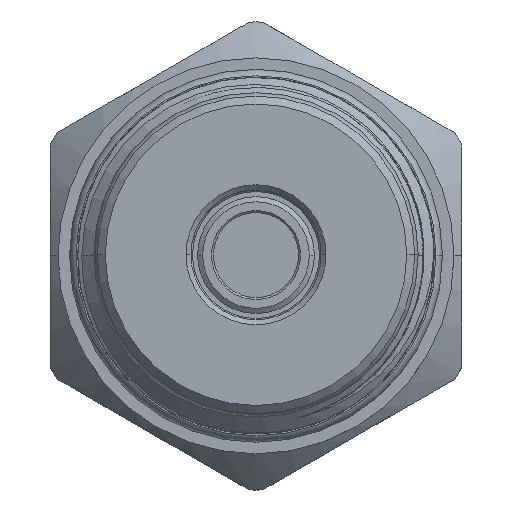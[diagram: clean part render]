
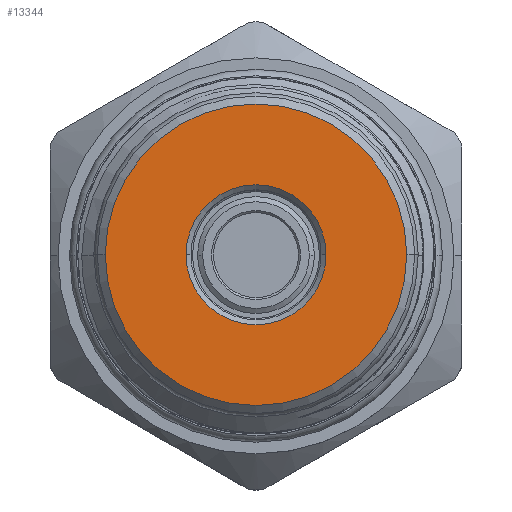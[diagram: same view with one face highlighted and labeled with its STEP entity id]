
A CAD part, top view. The second image highlights one B-rep face of the part: STEP entity #13344.
In plain terms, the highlighted planar face has unit normal (0, 0, 1).
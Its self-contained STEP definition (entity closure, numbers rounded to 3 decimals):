
#155 = CARTESIAN_POINT ( 'NONE',  ( -15.075, 0., 0. ) ) ;
#180 = EDGE_LOOP ( 'NONE', ( #11306, #4373 ) ) ;
#508 = CIRCLE ( 'NONE', #12806, 15.075 ) ;
#895 = CARTESIAN_POINT ( 'NONE',  ( 0., 0., 0. ) ) ;
#938 = DIRECTION ( 'NONE',  ( -1., 0., 0. ) ) ;
#1021 = DIRECTION ( 'NONE',  ( 0., 0., 1. ) ) ;
#1127 = DIRECTION ( 'NONE',  ( 0., 0., -1. ) ) ;
#2151 = ORIENTED_EDGE ( 'NONE', *, *, #10946, .T. ) ;
#2208 = EDGE_CURVE ( 'NONE', #8888, #3700, #10617, .T. ) ;
#3012 = DIRECTION ( 'NONE',  ( 0., 0., -1. ) ) ;
#3021 = AXIS2_PLACEMENT_3D ( 'NONE', #10052, #12023, #3320 ) ;
#3207 = DIRECTION ( 'NONE',  ( -1., 0., 0. ) ) ;
#3320 = DIRECTION ( 'NONE',  ( -1., 0., 0. ) ) ;
#3700 = VERTEX_POINT ( 'NONE', #6521 ) ;
#3812 = CIRCLE ( 'NONE', #7027, 7. ) ;
#4102 = CIRCLE ( 'NONE', #3021, 15.075 ) ;
#4373 = ORIENTED_EDGE ( 'NONE', *, *, #7536, .T. ) ;
#4809 = EDGE_CURVE ( 'NONE', #12898, #8490, #4102, .T. ) ;
#5895 = CARTESIAN_POINT ( 'NONE',  ( 0., 0., 0. ) ) ;
#6043 = ORIENTED_EDGE ( 'NONE', *, *, #2208, .T. ) ;
#6372 = AXIS2_PLACEMENT_3D ( 'NONE', #5895, #8099, #9212 ) ;
#6521 = CARTESIAN_POINT ( 'NONE',  ( -7., 0., 0. ) ) ;
#6587 = FACE_BOUND ( 'NONE', #6818, .T. ) ;
#6818 = EDGE_LOOP ( 'NONE', ( #6043, #2151 ) ) ;
#7027 = AXIS2_PLACEMENT_3D ( 'NONE', #895, #3012, #938 ) ;
#7536 = EDGE_CURVE ( 'NONE', #8490, #12898, #508, .T. ) ;
#7942 = CARTESIAN_POINT ( 'NONE',  ( 15.075, 0., 0. ) ) ;
#8099 = DIRECTION ( 'NONE',  ( 0., 0., -1. ) ) ;
#8490 = VERTEX_POINT ( 'NONE', #7942 ) ;
#8613 = DIRECTION ( 'NONE',  ( -1., 0., 0. ) ) ;
#8888 = VERTEX_POINT ( 'NONE', #10093 ) ;
#9212 = DIRECTION ( 'NONE',  ( -1., 0., 0. ) ) ;
#9973 = AXIS2_PLACEMENT_3D ( 'NONE', #10972, #1127, #3207 ) ;
#10052 = CARTESIAN_POINT ( 'NONE',  ( 0., 0., 0. ) ) ;
#10093 = CARTESIAN_POINT ( 'NONE',  ( 7., 0., 0. ) ) ;
#10617 = CIRCLE ( 'NONE', #6372, 7. ) ;
#10946 = EDGE_CURVE ( 'NONE', #3700, #8888, #3812, .T. ) ;
#10972 = CARTESIAN_POINT ( 'NONE',  ( 0., 0., 0. ) ) ;
#11306 = ORIENTED_EDGE ( 'NONE', *, *, #4809, .T. ) ;
#12023 = DIRECTION ( 'NONE',  ( 0., 0., 1. ) ) ;
#12049 = PLANE ( 'NONE',  #9973 ) ;
#12806 = AXIS2_PLACEMENT_3D ( 'NONE', #14008, #1021, #8613 ) ;
#12898 = VERTEX_POINT ( 'NONE', #155 ) ;
#13344 = ADVANCED_FACE ( 'NONE', ( #6587, #14066 ), #12049, .F. ) ;
#14008 = CARTESIAN_POINT ( 'NONE',  ( 0., 0., 0. ) ) ;
#14066 = FACE_OUTER_BOUND ( 'NONE', #180, .T. ) ;
